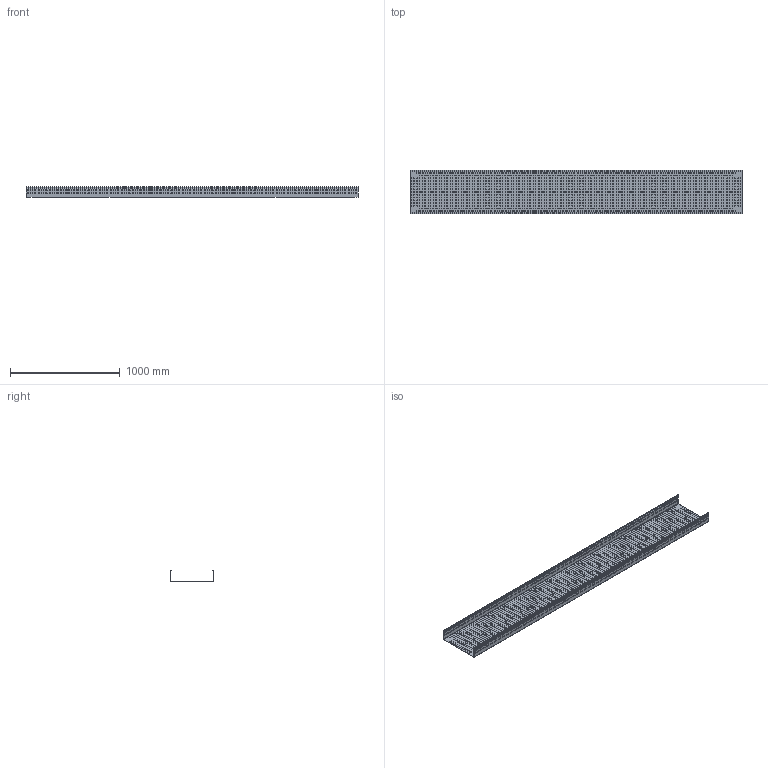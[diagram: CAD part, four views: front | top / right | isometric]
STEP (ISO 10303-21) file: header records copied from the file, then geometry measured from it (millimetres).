
FILE_DESCRIPTION(/* description */ (''),/* implementation_level */ '2;1');
FILE_NAME(/* name */ '487413.stp',/* time_stamp */ '2023-12-19T13:52:20+01:00',/* author */ ('bonnaudn'),/* organization */ (''),/* preprocessor_version */ 'ST-DEVELOPER v19.2',/* originating_system */ 'AutoCAD Mechanical',/* authorisation */ '');
FILE_SCHEMA (('AUTOMOTIVE_DESIGN { 1 0 10303 214 3 1 1 }'));
Products named in the file (1): Product
Bounding box: 3030 x 400.4 x 100.2 mm (x, y, z)
Volume: 2787919.5 mm3; surface area: 4144975.6 mm2
Topology: 1 solids, 2319 shells, 2356 faces, 9206 edges, 9170 vertices
Faces by surface type: plane 2336, cylinder 20
Entity records: 104149 total; most frequent: CARTESIAN_POINT 20733, DIRECTION 18538, ORIENTED_EDGE 9314, EDGE_CURVE 9206, VERTEX_POINT 9170, AXIS2_PLACEMENT_3D 6975, CIRCLE 4618, LINE 4588
